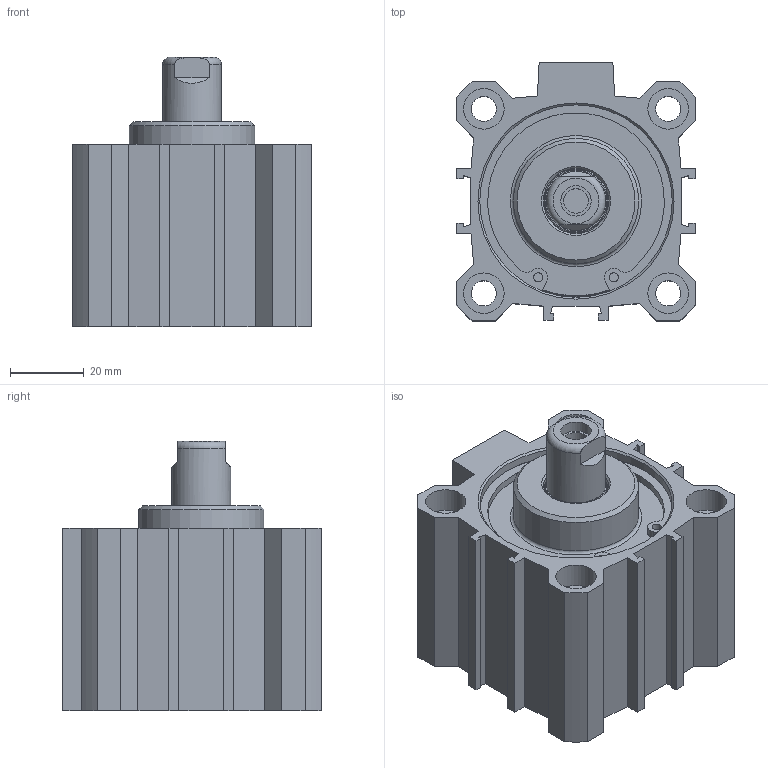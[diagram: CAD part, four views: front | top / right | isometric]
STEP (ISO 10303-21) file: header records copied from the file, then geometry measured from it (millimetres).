
FILE_DESCRIPTION((''),'2;1');
FILE_NAME('FSEM050.010.GS.F.stp','2014-07-01T14:55:49',('carlo.corazza'),(''),'Autodesk Inventor 2012','Autodesk Inventor 2012','');
FILE_SCHEMA(('AUTOMOTIVE_DESIGN { 1 0 10303 214 1 1 1 1 }'));
Length unit declared in the file: millimetre
Products named in the file (5): FSEM050..GS.F; CORPO-010; TP; STELO-010; TA
Assembly tree (4 placements, depth 2):
  FSEM050..GS.F
    CORPO-010
    TP
    STELO-010
    TA
Bounding box: 65 x 70 x 73 mm (x, y, z)
Volume: 104145.4 mm3; surface area: 50916 mm2
Topology: 4 solids, 4 shells, 197 faces, 462 edges, 295 vertices
Faces by surface type: plane 106, cylinder 55, cone 27, torus 9
Full cylindrical faces by diameter (mm): 2.5 x4, 2.75 x2, 6.647 x1, 6.8 x4, 8.25 x1, 8.566 x2, 11 x8, 16 x1, 16.54 x1, 17.7 x1, 18 x1, 20.32 x1, 20.5 x1, 34 x2, 50 x1, 51.8 x4, 52.2 x2, 55.2 x2
Entity records: 5667 total; most frequent: CARTESIAN_POINT 1006, DIRECTION 930, ORIENTED_EDGE 760, EDGE_CURVE 380, AXIS2_PLACEMENT_3D 354, EDGE_LOOP 310, VERTEX_POINT 286, VECTOR 222
